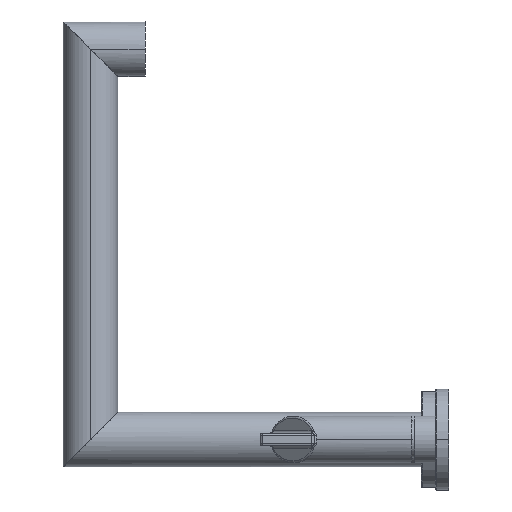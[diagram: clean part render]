
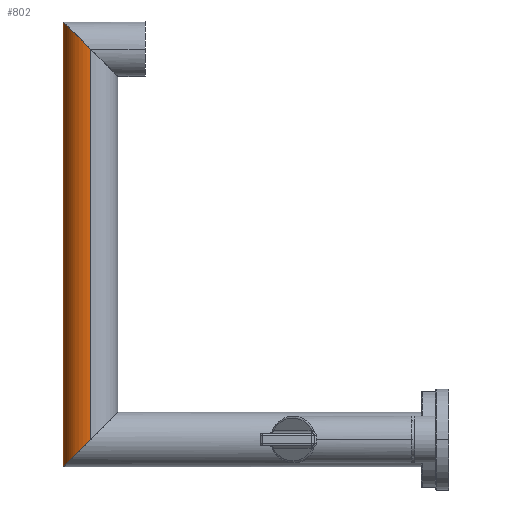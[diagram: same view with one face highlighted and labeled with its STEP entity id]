
A CAD part, left-side view. The second image highlights one B-rep face of the part: STEP entity #802.
In plain terms, the highlighted cylindrical face has radius 12.7 mm (diameter 25.4 mm), a partial arc.
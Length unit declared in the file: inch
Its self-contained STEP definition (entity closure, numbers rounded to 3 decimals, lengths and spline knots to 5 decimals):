
#94=CARTESIAN_POINT('',(-0.5,6.56391,7.15));
#114=CARTESIAN_POINT('',(0.5,6.56391,7.15));
#116=CARTESIAN_POINT('',(0.5,6.56391,7.15));
#117=CARTESIAN_POINT('',(0.5,6.59338,7.17946));
#118=CARTESIAN_POINT('',(0.49477,6.65451,7.24059));
#119=CARTESIAN_POINT('',(0.46823,6.74853,7.33462));
#120=CARTESIAN_POINT('',(0.42166,6.83914,7.42523));
#121=CARTESIAN_POINT('',(0.35611,6.92002,7.50611));
#122=CARTESIAN_POINT('',(0.27523,6.98557,7.57166));
#123=CARTESIAN_POINT('',(0.1846,7.03215,7.61824));
#124=CARTESIAN_POINT('',(0.10631,7.05426,7.64034));
#125=CARTESIAN_POINT('',(0.04467,7.06261,7.6487));
#126=CARTESIAN_POINT('',(0.,7.06457,7.65065));
#127=CARTESIAN_POINT('',(-0.04467,7.06261,7.6487));
#128=CARTESIAN_POINT('',(-0.10631,7.05426,7.64034));
#129=CARTESIAN_POINT('',(-0.1846,7.03215,7.61824));
#130=CARTESIAN_POINT('',(-0.27523,6.98557,7.57166));
#131=CARTESIAN_POINT('',(-0.35611,6.92002,7.50611));
#132=CARTESIAN_POINT('',(-0.42166,6.83914,7.42523));
#133=CARTESIAN_POINT('',(-0.46823,6.74853,7.33462));
#134=CARTESIAN_POINT('',(-0.49477,6.65451,7.24059));
#135=CARTESIAN_POINT('',(-0.5,6.59338,7.17946));
#136=CARTESIAN_POINT('',(-0.5,6.56391,7.15));
#182=DIRECTION('',(0.,0.,1.));
#183=VECTOR('',#182,7.15);
#184=CARTESIAN_POINT('',(-0.5,6.56391,0.));
#185=LINE('',#184,#183);
#186=CARTESIAN_POINT('',(-0.5,6.56391,0.));
#206=CARTESIAN_POINT('',(0.5,6.56391,0.));
#208=CARTESIAN_POINT('',(0.5,6.56391,0.));
#209=CARTESIAN_POINT('',(0.5,6.59338,-0.02946));
#210=CARTESIAN_POINT('',(0.49477,6.65451,
-0.09059));
#211=CARTESIAN_POINT('',(0.46823,6.74853,
-0.18462));
#212=CARTESIAN_POINT('',(0.42166,6.83914,
-0.27523));
#213=CARTESIAN_POINT('',(0.35611,6.92002,
-0.35611));
#214=CARTESIAN_POINT('',(0.27523,6.98557,
-0.42166));
#215=CARTESIAN_POINT('',(0.1846,7.03215,
-0.46824));
#216=CARTESIAN_POINT('',(0.10631,7.05426,
-0.49034));
#217=CARTESIAN_POINT('',(0.04467,7.06261,
-0.4987));
#218=CARTESIAN_POINT('',(0.,7.06457,-0.50065));
#219=CARTESIAN_POINT('',(-0.04467,7.06261,
-0.4987));
#220=CARTESIAN_POINT('',(-0.10631,7.05426,
-0.49034));
#221=CARTESIAN_POINT('',(-0.1846,7.03215,
-0.46824));
#222=CARTESIAN_POINT('',(-0.27523,6.98557,
-0.42166));
#223=CARTESIAN_POINT('',(-0.35611,6.92002,
-0.35611));
#224=CARTESIAN_POINT('',(-0.42166,6.83914,
-0.27523));
#225=CARTESIAN_POINT('',(-0.46823,6.74853,
-0.18462));
#226=CARTESIAN_POINT('',(-0.49477,6.65451,
-0.09059));
#227=CARTESIAN_POINT('',(-0.5,6.59338,-0.02946));
#228=CARTESIAN_POINT('',(-0.5,6.56391,0.));
#274=DIRECTION('',(0.,0.,1.));
#275=VECTOR('',#274,7.15);
#276=CARTESIAN_POINT('',(0.5,6.56391,0.));
#277=LINE('',#276,#275);
#678=VERTEX_POINT('',#186);
#679=VERTEX_POINT('',#206);
#680=VERTEX_POINT('',#94);
#681=VERTEX_POINT('',#114);
#791=CARTESIAN_POINT('',(0.,6.56391,0.));
#792=DIRECTION('',(0.,0.,1.));
#793=DIRECTION('',(1.,0.,0.));
#794=AXIS2_PLACEMENT_3D('',#791,#792,#793);
#795=CYLINDRICAL_SURFACE('',#794,0.5);
#796=ORIENTED_EDGE('',*,*,#780,.F.);
#797=ORIENTED_EDGE('',*,*,#769,.T.);
#798=ORIENTED_EDGE('',*,*,#749,.T.);
#799=ORIENTED_EDGE('',*,*,#766,.F.);
#800=EDGE_LOOP('',(#796,#797,#798,#799));
#801=FACE_OUTER_BOUND('',#800,.F.);
#802=ADVANCED_FACE('',(#801),#795,.T.);
#137=B_SPLINE_CURVE_WITH_KNOTS('',3,(#116,#117,#118,#119,#120,#121,#122,#123,
#124,#125,#126,#127,#128,#129,#130,#131,#132,#133,#134,#135,#136),.UNSPECIFIED.,
.F.,.F.,(4,1,1,1,1,1,1,1,1,1,1,1,1,1,1,1,1,1,4),(0.,0.0625,0.125,0.1875,
0.25,0.3125,0.375,0.4375,0.46875,0.5,0.53125,0.5625,0.625,
0.6875,0.75,0.8125,0.875,0.9375,1.),.UNSPECIFIED.);
#229=B_SPLINE_CURVE_WITH_KNOTS('',3,(#208,#209,#210,#211,#212,#213,#214,#215,
#216,#217,#218,#219,#220,#221,#222,#223,#224,#225,#226,#227,#228),.UNSPECIFIED.,
.F.,.F.,(4,1,1,1,1,1,1,1,1,1,1,1,1,1,1,1,1,1,4),(0.,0.0625,0.125,0.1875,
0.25,0.3125,0.375,0.4375,0.46875,0.5,0.53125,0.5625,0.625,
0.6875,0.75,0.8125,0.875,0.9375,1.),.UNSPECIFIED.);
#749=EDGE_CURVE('',#681,#680,#137,.T.);
#766=EDGE_CURVE('',#678,#680,#185,.T.);
#769=EDGE_CURVE('',#679,#681,#277,.T.);
#780=EDGE_CURVE('',#679,#678,#229,.T.);
